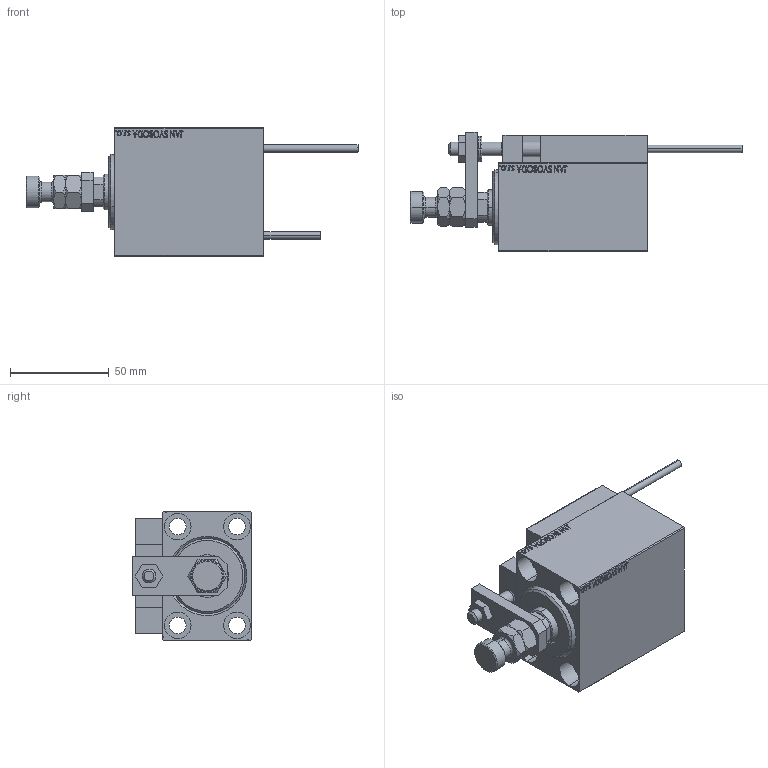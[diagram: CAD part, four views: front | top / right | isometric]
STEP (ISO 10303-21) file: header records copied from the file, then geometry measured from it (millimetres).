
FILE_DESCRIPTION (( 'STEP AP203' ), '1' );
FILE_NAME ('bf9e.STEP', '2024-04-23T18:10:16', ( '' ), ( '' ), 'SwSTEP 2.0', 'SolidWorks 2019', '' );
FILE_SCHEMA (( 'CONFIG_CONTROL_DESIGN' ));
Length unit declared in the file: millimetre
Products named in the file (16): V450CM_VC_B c624aa72bd213ec6cd2887b622cc842c; ALLEN BOLT D5 c624aa72bd213ec6cd2887b622cc842c; bf9e; ALLEN BOLT D8 c624aa72bd213ec6cd2887b622cc842c; MAGNET c624aa72bd213ec6cd2887b622cc842c; KONCOVKA c624aa72bd213ec6cd2887b622cc842c; SWITCH X c624aa72bd213ec6cd2887b622cc842c; SWITCH DIM B,W c624aa72bd213ec6cd2887b622cc842c; V450CM_C_VCP c624aa72bd213ec6cd2887b622cc842c; V450CM_C_Body c624aa72bd213ec6cd2887b622cc842c; ZARAZKA c624aa72bd213ec6cd2887b622cc842c; TYC_L79 c624aa72bd213ec6cd2887b622cc842c; Block c624aa72bd213ec6cd2887b622cc842c; NUT_D12 c624aa72bd213ec6cd2887b622cc842c; SWITCH_X_FRONT_BACK c624aa72bd213ec6cd2887b622cc842c; X_Y_MFA c624aa72bd213ec6cd2887b622cc842c
Assembly tree (25 placements, depth 3):
  bf9e
    V450CM_C_Body c624aa72bd213ec6cd2887b622cc842c
    SWITCH X c624aa72bd213ec6cd2887b622cc842c
      SWITCH_X_FRONT_BACK c624aa72bd213ec6cd2887b622cc842c  x2
      TYC_L79 c624aa72bd213ec6cd2887b622cc842c
      Block c624aa72bd213ec6cd2887b622cc842c  x2
      ALLEN BOLT D5 c624aa72bd213ec6cd2887b622cc842c  x4
      ALLEN BOLT D8 c624aa72bd213ec6cd2887b622cc842c  x4
      MAGNET c624aa72bd213ec6cd2887b622cc842c  x2
      KONCOVKA c624aa72bd213ec6cd2887b622cc842c  x2
    NUT_D12 c624aa72bd213ec6cd2887b622cc842c
    SWITCH DIM B,W c624aa72bd213ec6cd2887b622cc842c
    ZARAZKA c624aa72bd213ec6cd2887b622cc842c
    V450CM_C_VCP c624aa72bd213ec6cd2887b622cc842c
    V450CM_VC_B c624aa72bd213ec6cd2887b622cc842c
    X_Y_MFA c624aa72bd213ec6cd2887b622cc842c
Bounding box: 168 x 60.5 x 65 mm (x, y, z)
Volume: 241093.3 mm3; surface area: 73684.2 mm2
Topology: 24 solids, 24 shells, 1334 faces, 3176 edges, 2021 vertices
Faces by surface type: plane 576, bspline 380, cylinder 192, cone 134, torus 48, sphere 4
Entity records: 51946 total; most frequent: CARTESIAN_POINT 26553, ORIENTED_EDGE 5372, DIRECTION 3662, EDGE_CURVE 2686, VERTEX_POINT 1745, VECTOR 1506, LINE 1506, EDGE_LOOP 1247
